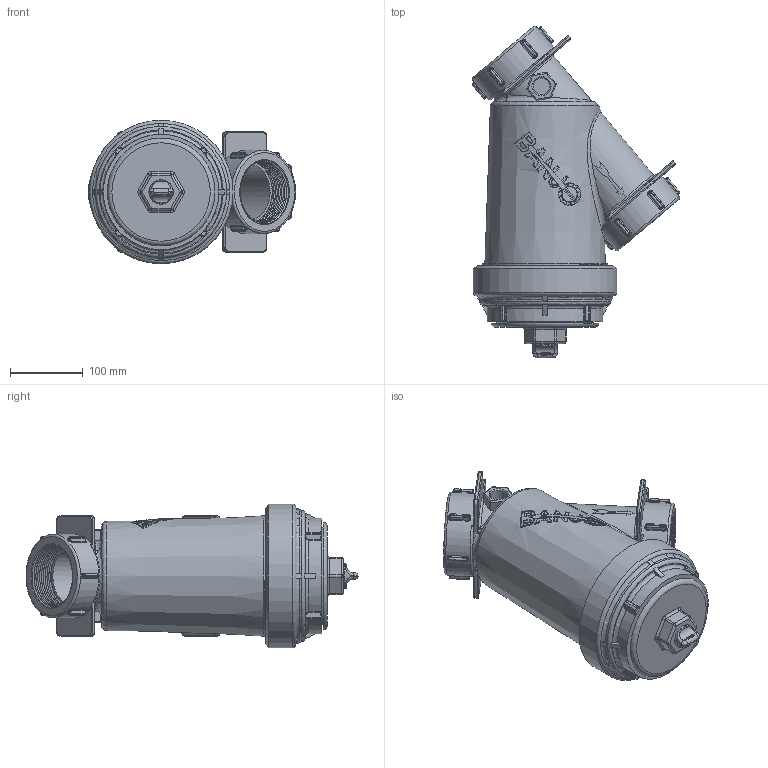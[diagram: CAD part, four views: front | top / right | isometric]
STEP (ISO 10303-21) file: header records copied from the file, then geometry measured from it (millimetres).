
FILE_DESCRIPTION(/* description */ ('3" NPT LINESTRAINER W/ #4 MESH SCREEN'),/* implementation_level */ '2;1');
FILE_NAME(/* name */ 'LSM300-04.stp',/* time_stamp */ '2023-08-14T15:03:04-04:00',/* author */ ('MJC'),/* organization */ (''),/* preprocessor_version */ 'ST-DEVELOPER v18.1',/* originating_system */ 'Autodesk Inventor 2022',/* authorisation */ '');
FILE_SCHEMA (('AUTOMOTIVE_DESIGN { 1 0 10303 214 3 1 1 }'));
Products named in the file (11): LSM300-04; MLS300B1; 13777; 13778; LS300EC; LS300ECX; LS304; MLS300CAP; MLS300CAPX; MLS300ECG; MLS300G
Assembly tree (10 placements, depth 3):
  LSM300-04
    MLS300B1
    13777
    13778
    LS300EC
      LS300ECX
    LS304
    MLS300CAP
      MLS300CAPX
    MLS300ECG
    MLS300G
Bounding box: 284.43 x 455.05 x 196.85 mm (x, y, z)
Volume: 3201795.1 mm3; surface area: 857912.5 mm2
Topology: 10 solids, 10 shells, 1578 faces, 4022 edges, 2497 vertices
Faces by surface type: plane 588, cylinder 426, bspline 322, torus 128, cone 80, sphere 34
Full cylindrical faces by diameter (mm): 17.78 x1, 23.114 x2, 33.274 x1, 76.2 x2, 83.82 x18, 101.6 x1, 103.188 x2, 105.105 x1, 107.493 x1, 108.001 x2, 109.525 x2, 109.652 x1, 109.728 x1, 114.3 x2, 118.872 x1, 119.438 x4, 120.127 x4, 125.73 x1, 125.865 x3, 127 x1, 137.516 x1, 146.05 x1, 154.94 x1, 157.988 x1, 158.242 x1, 165.1 x3, 166.624 x1, 167.64 x2, 172.72 x2, 175.26 x3
Entity records: 72284 total; most frequent: CARTESIAN_POINT 35680, ORIENTED_EDGE 7976, DIRECTION 7032, EDGE_CURVE 3988, AXIS2_PLACEMENT_3D 2745, VERTEX_POINT 2497, EDGE_LOOP 1669, FACE_OUTER_BOUND 1578
